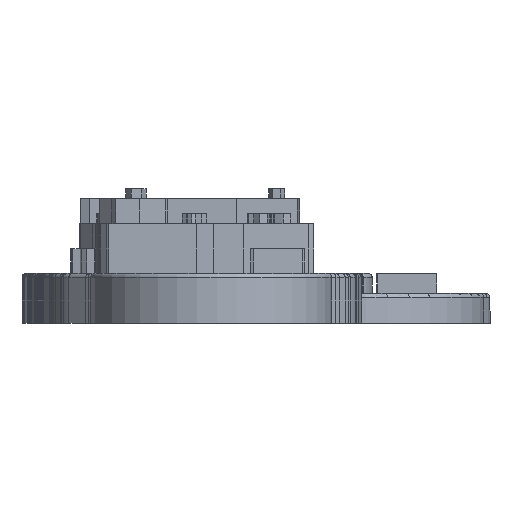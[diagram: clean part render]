
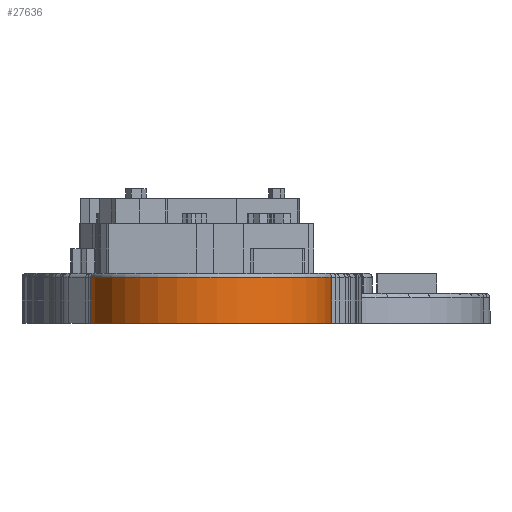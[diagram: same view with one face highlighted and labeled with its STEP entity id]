
A CAD part, left-side view. The second image highlights one B-rep face of the part: STEP entity #27636.
In plain terms, the highlighted cylindrical face has radius 4.222 mm (diameter 8.444 mm), a partial arc.
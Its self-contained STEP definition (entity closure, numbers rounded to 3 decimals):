
#1618=CIRCLE('',#29676,4.222);
#1783=CIRCLE('',#29983,4.222);
#3330=FACE_OUTER_BOUND('',#4861,.T.);
#4861=EDGE_LOOP('',(#21205,#21206,#21207,#21208));
#6780=LINE('',#42711,#9823);
#6781=LINE('',#42715,#9824);
#9823=VECTOR('',#34538,1.75);
#9824=VECTOR('',#34543,1.75);
#13126=VERTEX_POINT('',#42138);
#13127=VERTEX_POINT('',#42142);
#13263=VERTEX_POINT('',#42710);
#13264=VERTEX_POINT('',#42714);
#15997=EDGE_CURVE('',#13126,#13127,#1618,.T.);
#16274=EDGE_CURVE('',#13127,#13263,#6780,.T.);
#16276=EDGE_CURVE('',#13264,#13126,#6781,.T.);
#16277=EDGE_CURVE('',#13264,#13263,#1783,.T.);
#21205=ORIENTED_EDGE('',*,*,#15997,.F.);
#21206=ORIENTED_EDGE('',*,*,#16276,.F.);
#21207=ORIENTED_EDGE('',*,*,#16277,.T.);
#21208=ORIENTED_EDGE('',*,*,#16274,.F.);
#27019=CYLINDRICAL_SURFACE('',#29982,4.222);
#27636=ADVANCED_FACE('',(#3330),#27019,.T.);
#29676=AXIS2_PLACEMENT_3D('',#42144,#33816,#33817);
#29982=AXIS2_PLACEMENT_3D('',#42713,#34541,#34542);
#29983=AXIS2_PLACEMENT_3D('',#42716,#34544,#34545);
#33816=DIRECTION('center_axis',(0.,0.,1.));
#33817=DIRECTION('ref_axis',(-0.999,-0.05,0.));
#34538=DIRECTION('',(0.,0.,-1.));
#34541=DIRECTION('center_axis',(0.,0.,1.));
#34542=DIRECTION('ref_axis',(-0.999,-0.05,0.));
#34543=DIRECTION('',(0.,0.,1.));
#34544=DIRECTION('center_axis',(0.,0.,1.));
#34545=DIRECTION('ref_axis',(0.722,0.692,0.));
#42138=CARTESIAN_POINT('',(-10.581,10.257,0.36));
#42142=CARTESIAN_POINT('',(-10.2,2.731,0.36));
#42144=CARTESIAN_POINT('Origin',(-12.293,6.398,0.36));
#42710=CARTESIAN_POINT('',(-10.2,2.731,-1.25));
#42711=CARTESIAN_POINT('',(-10.2,2.731,-1.25));
#42713=CARTESIAN_POINT('Origin',(-12.293,6.398,-1.25));
#42714=CARTESIAN_POINT('',(-10.581,10.257,-1.25));
#42715=CARTESIAN_POINT('',(-10.581,10.257,-1.25));
#42716=CARTESIAN_POINT('Origin',(-12.293,6.398,-1.25));
